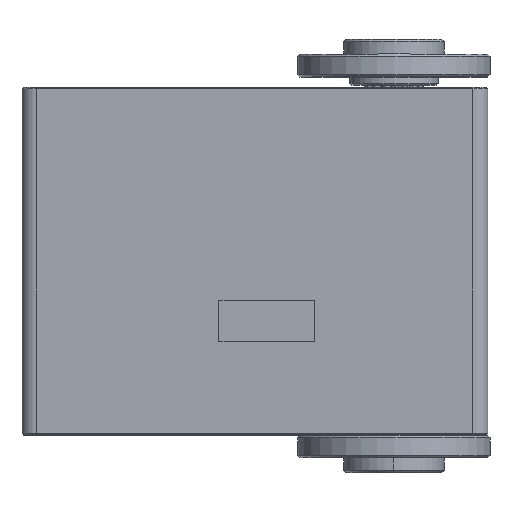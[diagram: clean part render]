
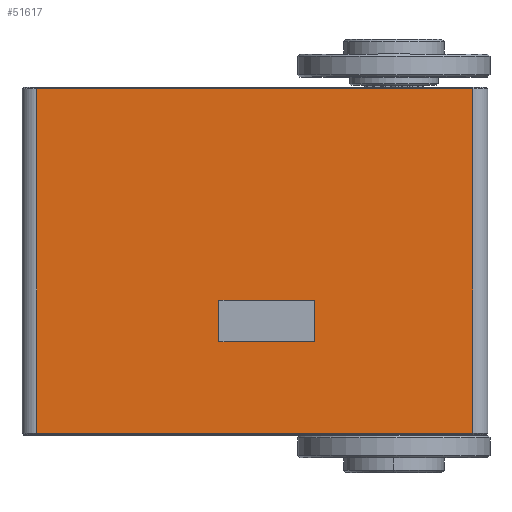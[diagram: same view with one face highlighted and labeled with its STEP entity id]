
A CAD part, top view. The second image highlights one B-rep face of the part: STEP entity #51617.
In plain terms, the highlighted planar face has unit normal (0, 0, 1).
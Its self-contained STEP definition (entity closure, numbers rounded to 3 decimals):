
#184 = EDGE_CURVE ( 'NONE', #56024, #52416, #40465, .T. ) ;
#1269 = VECTOR ( 'NONE', #7020, 1000. ) ;
#2560 = DIRECTION ( 'NONE',  ( 0., 1., 0. ) ) ;
#5527 = CARTESIAN_POINT ( 'NONE',  ( 29.5, 0.2, 17. ) ) ;
#5983 = VECTOR ( 'NONE', #2560, 1000. ) ;
#6195 = CARTESIAN_POINT ( 'NONE',  ( 8.043, 12.6, 17. ) ) ;
#6222 = CARTESIAN_POINT ( 'NONE',  ( -4.857, 12.6, 17. ) ) ;
#7020 = DIRECTION ( 'NONE',  ( 0., 1., 0. ) ) ;
#8658 = EDGE_LOOP ( 'NONE', ( #22078, #26389, #56724, #35124 ) ) ;
#10407 = EDGE_CURVE ( 'NONE', #22118, #59007, #15071, .T. ) ;
#10459 = CARTESIAN_POINT ( 'NONE',  ( 29.5, 46.8, 17. ) ) ;
#13113 = VECTOR ( 'NONE', #16016, 1000. ) ;
#14689 = DIRECTION ( 'NONE',  ( 0., 1., 0. ) ) ;
#15071 = LINE ( 'NONE', #5527, #43724 ) ;
#15092 = CARTESIAN_POINT ( 'NONE',  ( 29.5, 0.2, 17. ) ) ;
#15608 = DIRECTION ( 'NONE',  ( 0., 0., 1. ) ) ;
#15709 = VERTEX_POINT ( 'NONE', #19048 ) ;
#16016 = DIRECTION ( 'NONE',  ( 1., 0., 0. ) ) ;
#18385 = VECTOR ( 'NONE', #14689, 1000. ) ;
#18783 = EDGE_CURVE ( 'NONE', #59007, #15709, #63119, .T. ) ;
#19048 = CARTESIAN_POINT ( 'NONE',  ( -29.5, 46.8, 17. ) ) ;
#19513 = CARTESIAN_POINT ( 'NONE',  ( -29.5, 0.2, 17. ) ) ;
#20962 = CARTESIAN_POINT ( 'NONE',  ( -29.5, 12.6, 17. ) ) ;
#22078 = ORIENTED_EDGE ( 'NONE', *, *, #60308, .F. ) ;
#22118 = VERTEX_POINT ( 'NONE', #68776 ) ;
#23344 = EDGE_LOOP ( 'NONE', ( #51272, #54728, #52733, #39824 ) ) ;
#25845 = PLANE ( 'NONE',  #58282 ) ;
#26074 = DIRECTION ( 'NONE',  ( -1., 0., 0. ) ) ;
#26156 = VERTEX_POINT ( 'NONE', #26326 ) ;
#26326 = CARTESIAN_POINT ( 'NONE',  ( 8.043, 18.2, 17. ) ) ;
#26389 = ORIENTED_EDGE ( 'NONE', *, *, #184, .T. ) ;
#32679 = CARTESIAN_POINT ( 'NONE',  ( -29.5, 0.2, 17. ) ) ;
#32731 = CARTESIAN_POINT ( 'NONE',  ( -4.857, 18.2, 17. ) ) ;
#33066 = EDGE_CURVE ( 'NONE', #52416, #26156, #53878, .T. ) ;
#33839 = CARTESIAN_POINT ( 'NONE',  ( 8.043, 12.6, 17. ) ) ;
#35124 = ORIENTED_EDGE ( 'NONE', *, *, #68424, .F. ) ;
#35741 = CARTESIAN_POINT ( 'NONE',  ( -31., 0., 17. ) ) ;
#37671 = DIRECTION ( 'NONE',  ( 1., 0., 0. ) ) ;
#39824 = ORIENTED_EDGE ( 'NONE', *, *, #10407, .T. ) ;
#40465 = LINE ( 'NONE', #56649, #18385 ) ;
#41212 = DIRECTION ( 'NONE',  ( -1., 0., 0. ) ) ;
#43724 = VECTOR ( 'NONE', #63726, 1000. ) ;
#44061 = VECTOR ( 'NONE', #41212, 1000. ) ;
#47003 = DIRECTION ( 'NONE',  ( 1., 0., 0. ) ) ;
#47361 = FACE_OUTER_BOUND ( 'NONE', #23344, .T. ) ;
#47588 = CARTESIAN_POINT ( 'NONE',  ( 29.5, 46.8, 17. ) ) ;
#48734 = VECTOR ( 'NONE', #26074, 1000. ) ;
#51272 = ORIENTED_EDGE ( 'NONE', *, *, #18783, .T. ) ;
#51617 = ADVANCED_FACE ( 'NONE', ( #47361, #52631 ), #25845, .T. ) ;
#52416 = VERTEX_POINT ( 'NONE', #68599 ) ;
#52631 = FACE_BOUND ( 'NONE', #8658, .T. ) ;
#52733 = ORIENTED_EDGE ( 'NONE', *, *, #68572, .F. ) ;
#53715 = LINE ( 'NONE', #20962, #13113 ) ;
#53878 = LINE ( 'NONE', #32731, #55121 ) ;
#54580 = EDGE_CURVE ( 'NONE', #64893, #15709, #67800, .T. ) ;
#54728 = ORIENTED_EDGE ( 'NONE', *, *, #54580, .F. ) ;
#55121 = VECTOR ( 'NONE', #37671, 1000. ) ;
#56024 = VERTEX_POINT ( 'NONE', #6222 ) ;
#56649 = CARTESIAN_POINT ( 'NONE',  ( -4.857, 12.6, 17. ) ) ;
#56724 = ORIENTED_EDGE ( 'NONE', *, *, #33066, .T. ) ;
#58282 = AXIS2_PLACEMENT_3D ( 'NONE', #35741, #15608, #47003 ) ;
#59007 = VERTEX_POINT ( 'NONE', #10459 ) ;
#60295 = LINE ( 'NONE', #33839, #1269 ) ;
#60308 = EDGE_CURVE ( 'NONE', #56024, #61531, #53715, .T. ) ;
#61531 = VERTEX_POINT ( 'NONE', #6195 ) ;
#62382 = LINE ( 'NONE', #15092, #44061 ) ;
#63119 = LINE ( 'NONE', #47588, #48734 ) ;
#63726 = DIRECTION ( 'NONE',  ( 0., 1., 0. ) ) ;
#64893 = VERTEX_POINT ( 'NONE', #32679 ) ;
#67800 = LINE ( 'NONE', #19513, #5983 ) ;
#68424 = EDGE_CURVE ( 'NONE', #61531, #26156, #60295, .T. ) ;
#68572 = EDGE_CURVE ( 'NONE', #22118, #64893, #62382, .T. ) ;
#68599 = CARTESIAN_POINT ( 'NONE',  ( -4.857, 18.2, 17. ) ) ;
#68776 = CARTESIAN_POINT ( 'NONE',  ( 29.5, 0.2, 17. ) ) ;
